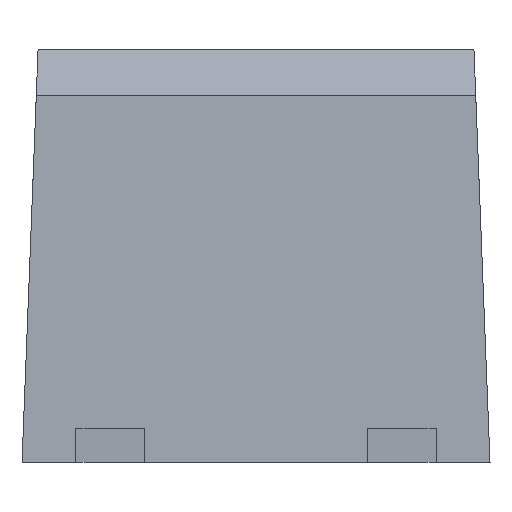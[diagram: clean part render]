
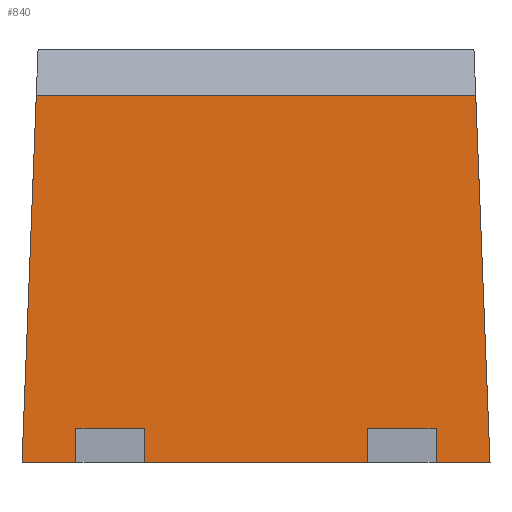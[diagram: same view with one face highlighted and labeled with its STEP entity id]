
A CAD part, left-side view. The second image highlights one B-rep face of the part: STEP entity #840.
In plain terms, the highlighted planar face has unit normal (-0.999, 0, 0.039).
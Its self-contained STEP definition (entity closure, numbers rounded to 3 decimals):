
#152=CARTESIAN_POINT('',(-1.894,0.485,0.15));
#153=VERTEX_POINT('',#152);
#154=CARTESIAN_POINT('',(-1.9,0.485,0.0));
#155=VERTEX_POINT('',#154);
#156=CARTESIAN_POINT('',(-1.894,0.485,0.15));
#157=DIRECTION('',(-0.039,0.0,-0.999));
#158=VECTOR('',#157,0.15);
#159=LINE('',#156,#158);
#160=EDGE_CURVE('',#153,#155,#159,.T.);
#183=CARTESIAN_POINT('',(-1.9,0.785,0.0));
#184=VERTEX_POINT('',#183);
#185=CARTESIAN_POINT('',(-1.894,0.785,0.15));
#186=VERTEX_POINT('',#185);
#187=CARTESIAN_POINT('',(-1.9,0.785,0.));
#188=DIRECTION('',(0.039,0.0,0.999));
#189=VECTOR('',#188,0.15);
#190=LINE('',#187,#189);
#191=EDGE_CURVE('',#184,#186,#190,.T.);
#214=CARTESIAN_POINT('',(-1.894,0.785,0.15));
#215=DIRECTION('',(0.0,-1.0,0.0));
#216=VECTOR('',#215,0.3);
#217=LINE('',#214,#216);
#218=EDGE_CURVE('',#186,#153,#217,.T.);
#509=CARTESIAN_POINT('',(-1.894,-0.785,0.15));
#510=VERTEX_POINT('',#509);
#511=CARTESIAN_POINT('',(-1.9,-0.785,0.0));
#512=VERTEX_POINT('',#511);
#513=CARTESIAN_POINT('',(-1.894,-0.785,0.15));
#514=DIRECTION('',(-0.039,0.0,-0.999));
#515=VECTOR('',#514,0.15);
#516=LINE('',#513,#515);
#517=EDGE_CURVE('',#510,#512,#516,.T.);
#540=CARTESIAN_POINT('',(-1.9,-0.485,0.0));
#541=VERTEX_POINT('',#540);
#542=CARTESIAN_POINT('',(-1.894,-0.485,0.15));
#543=VERTEX_POINT('',#542);
#544=CARTESIAN_POINT('',(-1.9,-0.485,0.));
#545=DIRECTION('',(0.039,0.0,0.999));
#546=VECTOR('',#545,0.15);
#547=LINE('',#544,#546);
#548=EDGE_CURVE('',#541,#543,#547,.T.);
#571=CARTESIAN_POINT('',(-1.894,-0.485,0.15));
#572=DIRECTION('',(0.0,-1.0,0.0));
#573=VECTOR('',#572,0.3);
#574=LINE('',#571,#573);
#575=EDGE_CURVE('',#543,#510,#574,.T.);
#649=CARTESIAN_POINT('',(-1.9,1.02,0.0));
#650=VERTEX_POINT('',#649);
#651=CARTESIAN_POINT('',(-1.9,1.02,0.0));
#652=DIRECTION('',(0.0,-1.0,0.0));
#653=VECTOR('',#652,0.235);
#654=LINE('',#651,#653);
#655=EDGE_CURVE('',#650,#184,#654,.T.);
#672=CARTESIAN_POINT('',(-1.9,-1.02,0.0));
#673=VERTEX_POINT('',#672);
#680=CARTESIAN_POINT('',(-1.9,-0.785,0.0));
#681=DIRECTION('',(0.0,-1.0,0.0));
#682=VECTOR('',#681,0.235);
#683=LINE('',#680,#682);
#684=EDGE_CURVE('',#512,#673,#683,.T.);
#689=CARTESIAN_POINT('',(-1.9,0.485,0.0));
#690=DIRECTION('',(0.0,-1.0,0.0));
#691=VECTOR('',#690,0.97);
#692=LINE('',#689,#691);
#693=EDGE_CURVE('',#155,#541,#692,.T.);
#739=CARTESIAN_POINT('',(-1.838,0.958,1.6));
#740=VERTEX_POINT('',#739);
#747=CARTESIAN_POINT('',(-1.838,-0.958,1.6));
#748=VERTEX_POINT('',#747);
#749=CARTESIAN_POINT('',(-1.838,0.958,1.6));
#750=DIRECTION('',(0.0,-1.0,0.0));
#751=VECTOR('',#750,1.916);
#752=LINE('',#749,#751);
#753=EDGE_CURVE('',#740,#748,#752,.T.);
#804=CARTESIAN_POINT('',(-1.838,-0.958,1.6));
#805=DIRECTION('',(-0.039,-0.039,-0.998));
#806=VECTOR('',#805,1.603);
#807=LINE('',#804,#806);
#808=EDGE_CURVE('',#748,#673,#807,.T.);
#816=CARTESIAN_POINT('',(-1.865,-0.51,0.9));
#817=DIRECTION('',(-0.999,0.,0.039));
#818=DIRECTION('',(-0.039,0.,-0.999));
#819=AXIS2_PLACEMENT_3D('',#816,#817,#818);
#820=PLANE('',#819);
#821=ORIENTED_EDGE('',*,*,#160,.T.);
#822=ORIENTED_EDGE('',*,*,#693,.T.);
#823=ORIENTED_EDGE('',*,*,#548,.T.);
#824=ORIENTED_EDGE('',*,*,#575,.T.);
#825=ORIENTED_EDGE('',*,*,#517,.T.);
#826=ORIENTED_EDGE('',*,*,#684,.T.);
#827=ORIENTED_EDGE('',*,*,#808,.F.);
#828=ORIENTED_EDGE('',*,*,#753,.F.);
#829=CARTESIAN_POINT('',(-1.838,0.958,1.6));
#830=DIRECTION('',(-0.039,0.039,-0.998));
#831=VECTOR('',#830,1.603);
#832=LINE('',#829,#831);
#833=EDGE_CURVE('',#740,#650,#832,.T.);
#834=ORIENTED_EDGE('',*,*,#833,.T.);
#835=ORIENTED_EDGE('',*,*,#655,.T.);
#836=ORIENTED_EDGE('',*,*,#191,.T.);
#837=ORIENTED_EDGE('',*,*,#218,.T.);
#838=EDGE_LOOP('',(#821,#822,#823,#824,#825,#826,#827,#828,#834,#835,#836,#837));
#839=FACE_OUTER_BOUND('',#838,.T.);
#840=ADVANCED_FACE('',(#839),#820,.T.);
